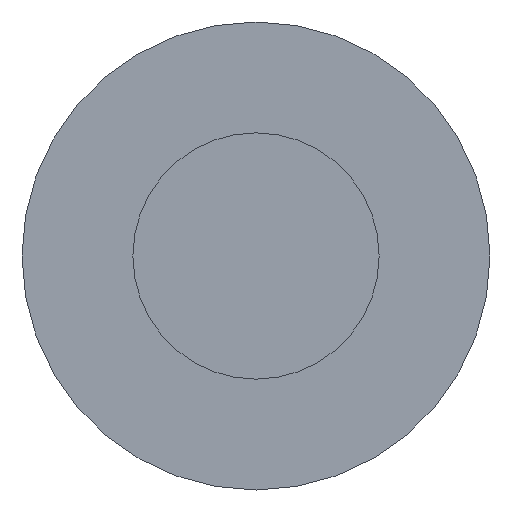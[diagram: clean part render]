
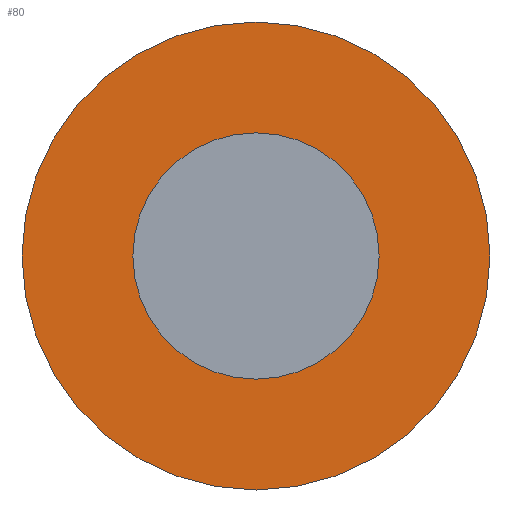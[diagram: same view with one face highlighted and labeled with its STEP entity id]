
A CAD part, front view. The second image highlights one B-rep face of the part: STEP entity #80.
In plain terms, the highlighted planar face has unit normal (0, -1, 0).
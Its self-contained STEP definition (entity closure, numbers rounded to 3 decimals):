
#80=ADVANCED_FACE('',(#157,#158),#159,.T.);
#157=FACE_OUTER_BOUND('',#229,.T.);
#158=FACE_BOUND('',#230,.T.);
#159=PLANE('',#231);
#229=EDGE_LOOP('',(#403,#404));
#230=EDGE_LOOP('',(#405,#406));
#231=AXIS2_PLACEMENT_3D('',#407,#408,#409);
#403=ORIENTED_EDGE('',*,*,#443,.T.);
#404=ORIENTED_EDGE('',*,*,#502,.T.);
#405=ORIENTED_EDGE('',*,*,#503,.T.);
#406=ORIENTED_EDGE('',*,*,#436,.T.);
#407=CARTESIAN_POINT('',(4.75,10.0,4.744));
#408=DIRECTION('',(0.0,-1.0,0.0));
#409=DIRECTION('',(-1.0,0.0,0.0));
#436=EDGE_CURVE('',#513,#510,#514,.T.);
#443=EDGE_CURVE('',#520,#524,#526,.T.);
#502=EDGE_CURVE('',#524,#520,#612,.T.);
#503=EDGE_CURVE('',#510,#513,#613,.T.);
#510=VERTEX_POINT('',#620);
#513=VERTEX_POINT('',#624);
#514=CIRCLE('',#625,2.5);
#520=VERTEX_POINT('',#632);
#524=VERTEX_POINT('',#637);
#526=CIRCLE('',#640,4.75);
#612=CIRCLE('',#750,4.75);
#613=CIRCLE('',#751,2.5);
#620=CARTESIAN_POINT('',(2.25,10.0,4.744));
#624=CARTESIAN_POINT('',(7.25,10.0,4.744));
#625=AXIS2_PLACEMENT_3D('',#758,#759,#760);
#632=CARTESIAN_POINT('',(0.0,10.0,4.744));
#637=CARTESIAN_POINT('',(9.5,10.0,4.744));
#640=AXIS2_PLACEMENT_3D('',#770,#771,#772);
#750=AXIS2_PLACEMENT_3D('',#851,#852,#853);
#751=AXIS2_PLACEMENT_3D('',#854,#855,#856);
#758=CARTESIAN_POINT('',(4.75,10.0,4.744));
#759=DIRECTION('',(0.0,1.0,0.0));
#760=DIRECTION('',(-1.0,0.0,0.0));
#770=CARTESIAN_POINT('',(4.75,10.0,4.744));
#771=DIRECTION('',(0.0,-1.0,0.0));
#772=DIRECTION('',(-1.0,0.0,0.0));
#851=CARTESIAN_POINT('',(4.75,10.0,4.744));
#852=DIRECTION('',(0.0,-1.0,0.0));
#853=DIRECTION('',(-1.0,0.0,0.0));
#854=CARTESIAN_POINT('',(4.75,10.0,4.744));
#855=DIRECTION('',(0.0,1.0,0.0));
#856=DIRECTION('',(-1.0,0.0,0.0));
